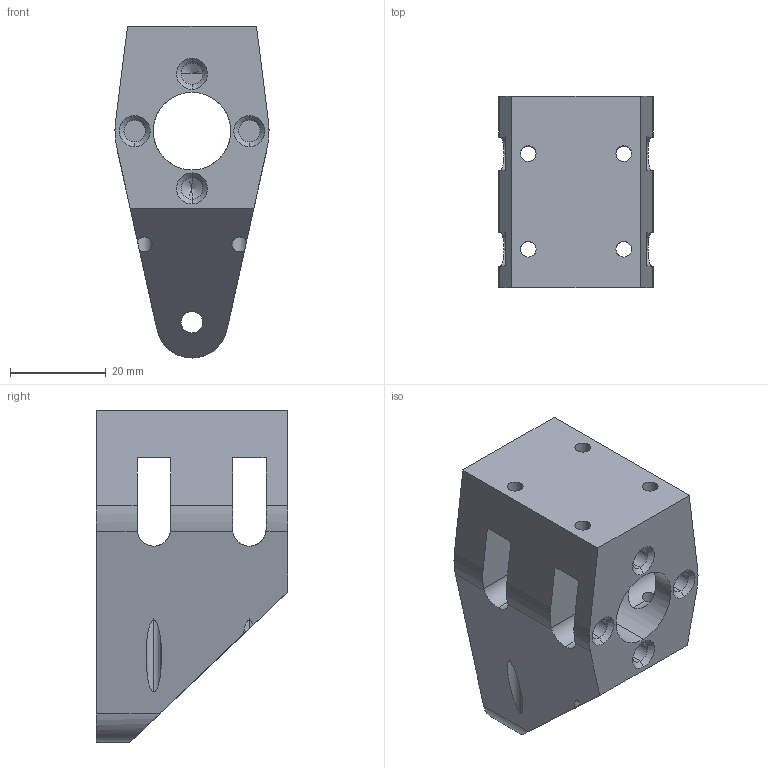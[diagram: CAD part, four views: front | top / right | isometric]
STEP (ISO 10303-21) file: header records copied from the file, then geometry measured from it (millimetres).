
FILE_DESCRIPTION (( 'STEP AP214' ), '1' );
FILE_NAME ('Z Block Back.step', '2019-11-11T12:32:00', ( '' ), ( '' ), 'SwSTEP 2.0', 'SolidWorks 2019', '' );
FILE_SCHEMA (( 'AUTOMOTIVE_DESIGN' ));
Length unit declared in the file: millimetre
Products named in the file (1): Z Block Back
Bounding box: 32.25 x 40 x 69.5 mm (x, y, z)
Volume: 45063.2 mm3; surface area: 13548.1 mm2
Topology: 1 solids, 1 shells, 71 faces, 234 edges, 148 vertices
Faces by surface type: cylinder 44, plane 14, cone 13
Entity records: 2969 total; most frequent: CARTESIAN_POINT 905, ORIENTED_EDGE 462, DIRECTION 399, EDGE_CURVE 231, VERTEX_POINT 148, AXIS2_PLACEMENT_3D 144, VECTOR 111, LINE 111
